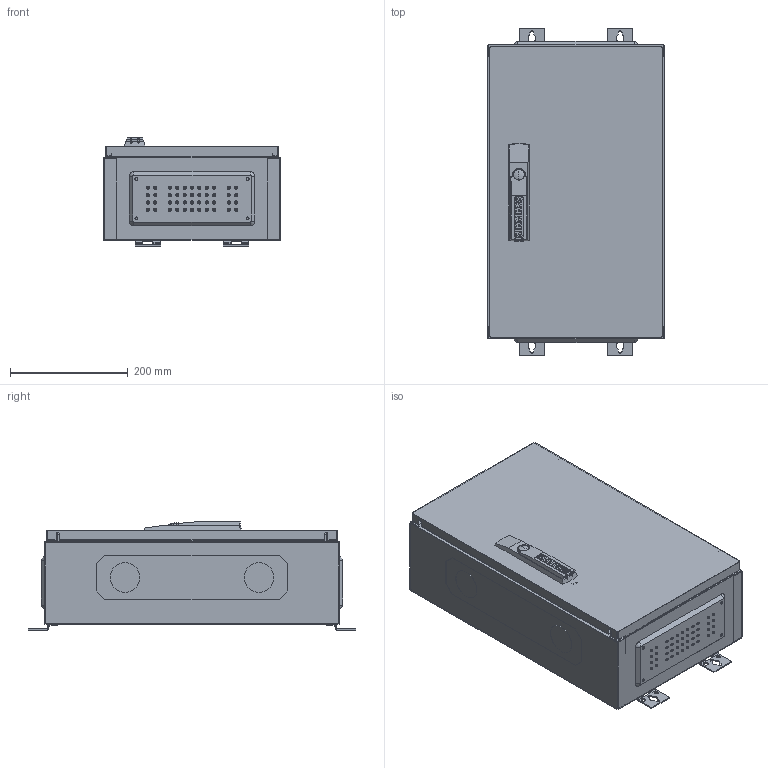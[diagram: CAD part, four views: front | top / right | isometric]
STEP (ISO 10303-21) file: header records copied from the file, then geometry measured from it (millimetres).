
FILE_DESCRIPTION(('STEP AP214'),'1');
FILE_NAME('cctmp_97A9BA0E-C64C-4908-95CA-6E26CEF2FB3D_2023_01_20_10_33_40_0187..stp','2023-01-20T09:33:41',('SIEMENS A&D'),('CADClick - www.CADClick.com'),'Spatial InterOp 3D postprocessed',' ','unknown authorization');
FILE_SCHEMA(('AUTOMOTIVE_DESIGN'));
Length unit declared in the file: millimetre
Products named in the file (12): cc_unnamed; 8GK1031-1KK11_10; 8GK1031-1KK11_9; 8GK1031-1KK11_8; 8GK1031-1KK11_7; 8GK1031-1KK11_6; 8GK1031-1KK11_5; 8GK1031-1KK11_4; 8GK1031-1KK11_3; 8GK1031-1KK11_2; 8GK1031-1KK11_1; 8GK1031-1KK11
Assembly tree (11 placements, depth 2):
  cc_unnamed
    8GK1031-1KK11_10
    8GK1031-1KK11_9
    8GK1031-1KK11_8
    8GK1031-1KK11_7
    8GK1031-1KK11_6
    8GK1031-1KK11_5
    8GK1031-1KK11_4
    8GK1031-1KK11_3
    8GK1031-1KK11_2
    8GK1031-1KK11_1
    8GK1031-1KK11
Bounding box: 300 x 556.4 x 184 mm (x, y, z)
Volume: 997707.2 mm3; surface area: 1677902.7 mm2
Topology: 11 solids, 11 shells, 1191 faces, 3228 edges, 2125 vertices
Faces by surface type: plane 764, cylinder 232, cone 189, torus 6
Entity records: 41827 total; most frequent: CARTESIAN_POINT 6869, DIRECTION 6500, ORIENTED_EDGE 6444, EDGE_CURVE 3222, LINE 2320, VECTOR 2320, VERTEX_POINT 2125, AXIS2_PLACEMENT_3D 2090
